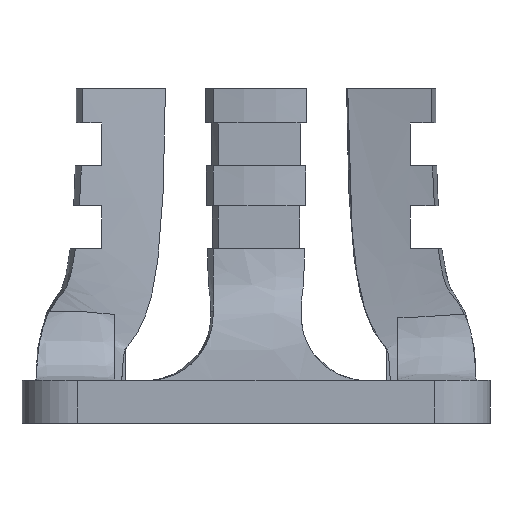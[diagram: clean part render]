
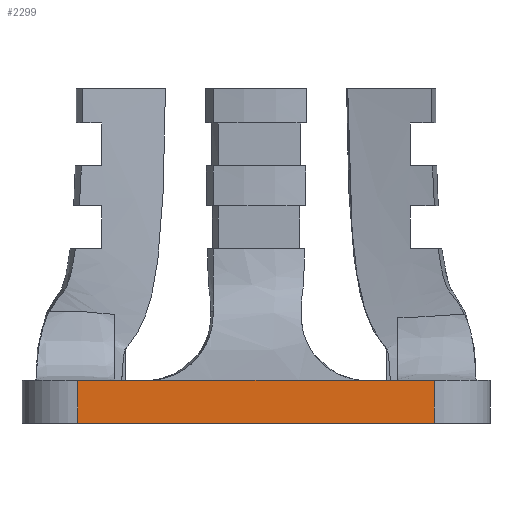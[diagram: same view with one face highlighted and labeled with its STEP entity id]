
A CAD part, left-side view. The second image highlights one B-rep face of the part: STEP entity #2299.
In plain terms, the highlighted planar face has unit normal (-1, 0, 0).
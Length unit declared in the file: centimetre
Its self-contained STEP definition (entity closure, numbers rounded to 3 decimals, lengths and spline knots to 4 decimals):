
#335=FACE_OUTER_BOUND('',#468,.T.);
#468=EDGE_LOOP('',(#1779,#1780,#1781,#1782));
#611=LINE('',#2950,#737);
#697=LINE('',#4270,#823);
#698=LINE('',#4273,#824);
#699=LINE('',#4274,#825);
#737=VECTOR('',#2537,1.);
#823=VECTOR('',#2793,1.);
#824=VECTOR('',#2796,1.);
#825=VECTOR('',#2797,1.);
#864=VERTEX_POINT('',#2947);
#865=VERTEX_POINT('',#2949);
#1007=VERTEX_POINT('',#4268);
#1008=VERTEX_POINT('',#4272);
#1104=EDGE_CURVE('',#864,#865,#611,.T.);
#1303=EDGE_CURVE('',#864,#1007,#697,.T.);
#1304=EDGE_CURVE('',#1008,#1007,#698,.T.);
#1305=EDGE_CURVE('',#865,#1008,#699,.T.);
#1779=ORIENTED_EDGE('',*,*,#1104,.F.);
#1780=ORIENTED_EDGE('',*,*,#1303,.T.);
#1781=ORIENTED_EDGE('',*,*,#1304,.F.);
#1782=ORIENTED_EDGE('',*,*,#1305,.F.);
#2210=PLANE('',#2475);
#2299=ADVANCED_FACE('',(#335),#2210,.T.);
#2475=AXIS2_PLACEMENT_3D('',#4271,#2794,#2795);
#2537=DIRECTION('',(0.,-1.,0.));
#2793=DIRECTION('',(0.,0.,-1.));
#2794=DIRECTION('center_axis',(-1.,0.,0.));
#2795=DIRECTION('ref_axis',(0.,1.,0.));
#2796=DIRECTION('',(0.,1.,0.));
#2797=DIRECTION('',(0.,0.,-1.));
#2947=CARTESIAN_POINT('',(0.3983,4.9018,3.));
#2949=CARTESIAN_POINT('',(0.3983,0.7482,3.));
#2950=CARTESIAN_POINT('',(0.3983,4.9018,3.));
#4268=CARTESIAN_POINT('',(0.3983,4.9018,2.5));
#4270=CARTESIAN_POINT('',(0.3983,4.9018,3.));
#4271=CARTESIAN_POINT('Origin',(0.3983,0.7482,3.));
#4272=CARTESIAN_POINT('',(0.3983,0.7482,2.5));
#4273=CARTESIAN_POINT('',(0.3983,4.9018,2.5));
#4274=CARTESIAN_POINT('',(0.3983,0.7482,3.));
